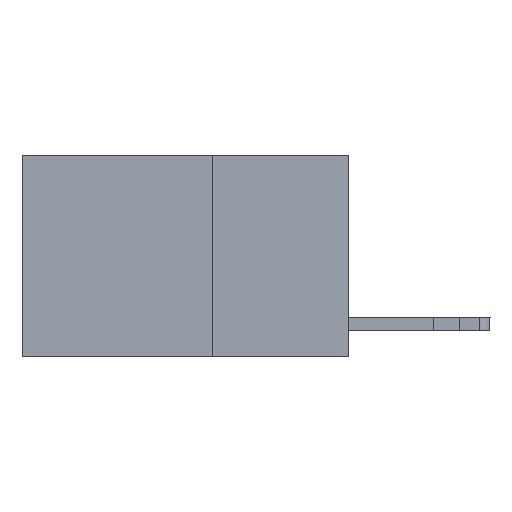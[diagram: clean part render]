
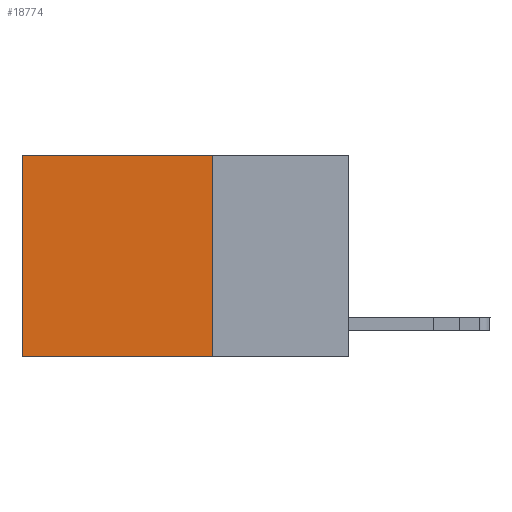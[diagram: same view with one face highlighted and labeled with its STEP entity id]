
A CAD part, left-side view. The second image highlights one B-rep face of the part: STEP entity #18774.
In plain terms, the highlighted planar face has unit normal (-1, 0, 0).
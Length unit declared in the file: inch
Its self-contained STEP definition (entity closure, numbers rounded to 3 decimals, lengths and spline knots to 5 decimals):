
#15 = CARTESIAN_POINT ( 'NONE',  ( 0.2625, 0.25, 0. ) ) ;
#1231 = DIRECTION ( 'NONE',  ( 0., 1., 0. ) ) ;
#1704 = LINE ( 'NONE', #4723, #6677 ) ;
#1717 = CARTESIAN_POINT ( 'NONE',  ( 0.2625, 0.6, 0. ) ) ;
#3799 = VERTEX_POINT ( 'NONE', #22327 ) ;
#4723 = CARTESIAN_POINT ( 'NONE',  ( 0.2625, 0.25, 0. ) ) ;
#4982 = ORIENTED_EDGE ( 'NONE', *, *, #23866, .F. ) ;
#5256 = EDGE_CURVE ( 'NONE', #20254, #3799, #13853, .T. ) ;
#6677 = VECTOR ( 'NONE', #21620, 39.37008 ) ;
#8552 = DIRECTION ( 'NONE',  ( 1., 0., 0. ) ) ;
#8617 = FACE_OUTER_BOUND ( 'NONE', #18519, .T. ) ;
#9664 = ORIENTED_EDGE ( 'NONE', *, *, #17108, .T. ) ;
#9787 = ORIENTED_EDGE ( 'NONE', *, *, #13792, .T. ) ;
#11160 = VERTEX_POINT ( 'NONE', #11967 ) ;
#11967 = CARTESIAN_POINT ( 'NONE',  ( 0.2625, 0.25, 0. ) ) ;
#13120 = ORIENTED_EDGE ( 'NONE', *, *, #5256, .F. ) ;
#13220 = VECTOR ( 'NONE', #22718, 39.37008 ) ;
#13792 = EDGE_CURVE ( 'NONE', #11160, #16136, #20050, .T. ) ;
#13853 = LINE ( 'NONE', #24796, #13220 ) ;
#14817 = PLANE ( 'NONE',  #21801 ) ;
#16136 = VERTEX_POINT ( 'NONE', #21655 ) ;
#16529 = DIRECTION ( 'NONE',  ( 0., 0., -1. ) ) ;
#17108 = EDGE_CURVE ( 'NONE', #16136, #3799, #25374, .T. ) ;
#18519 = EDGE_LOOP ( 'NONE', ( #9664, #13120, #4982, #9787 ) ) ;
#18774 = ADVANCED_FACE ( 'NONE', ( #8617 ), #14817, .F. ) ;
#20050 = LINE ( 'NONE', #24268, #24880 ) ;
#20254 = VERTEX_POINT ( 'NONE', #24001 ) ;
#21620 = DIRECTION ( 'NONE',  ( 0., 0., -1. ) ) ;
#21655 = CARTESIAN_POINT ( 'NONE',  ( 0.2625, 0.6, 0. ) ) ;
#21801 = AXIS2_PLACEMENT_3D ( 'NONE', #15, #8552, #23176 ) ;
#22327 = CARTESIAN_POINT ( 'NONE',  ( 0.2625, 0.6, -0.37 ) ) ;
#22718 = DIRECTION ( 'NONE',  ( 0., 1., 0. ) ) ;
#23176 = DIRECTION ( 'NONE',  ( 0., 0., -1. ) ) ;
#23866 = EDGE_CURVE ( 'NONE', #11160, #20254, #1704, .T. ) ;
#24001 = CARTESIAN_POINT ( 'NONE',  ( 0.2625, 0.25, -0.37 ) ) ;
#24268 = CARTESIAN_POINT ( 'NONE',  ( 0.2625, 0.25, 0. ) ) ;
#24727 = VECTOR ( 'NONE', #16529, 39.37008 ) ;
#24796 = CARTESIAN_POINT ( 'NONE',  ( 0.2625, 0.25, -0.37 ) ) ;
#24880 = VECTOR ( 'NONE', #1231, 39.37008 ) ;
#25374 = LINE ( 'NONE', #1717, #24727 ) ;
